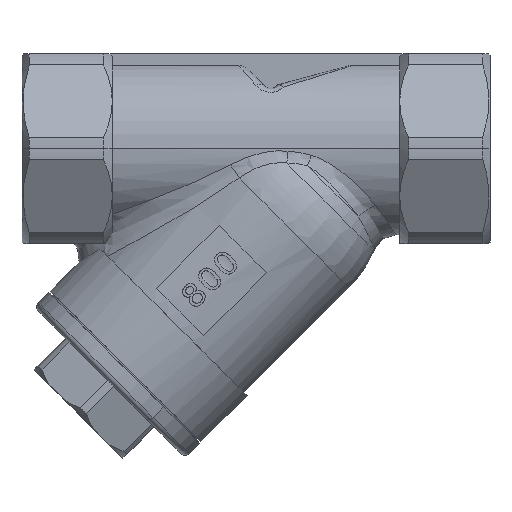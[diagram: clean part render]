
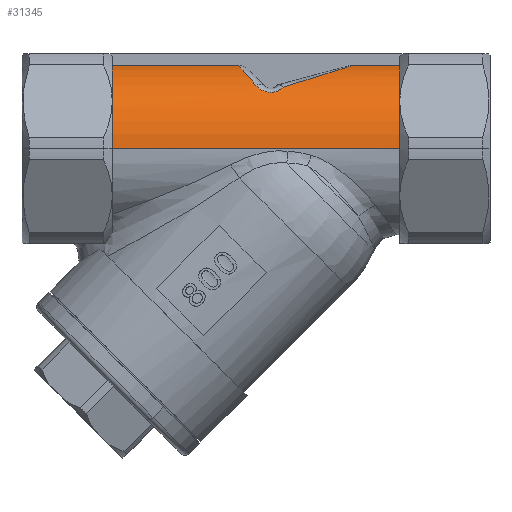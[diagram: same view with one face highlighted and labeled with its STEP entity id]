
A CAD part, top view. The second image highlights one B-rep face of the part: STEP entity #31345.
In plain terms, the highlighted cylindrical face has radius 14.5 mm (diameter 29 mm), a partial arc.
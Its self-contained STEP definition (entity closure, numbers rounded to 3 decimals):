
#966 = EDGE_LOOP ( 'NONE', ( #19590, #28538, #23637, #23962, #24843, #4927, #24887, #10425 ) ) ;
#1239 = CARTESIAN_POINT ( 'NONE',  ( 44.892, 10.4, 10.104 ) ) ;
#1346 = CARTESIAN_POINT ( 'NONE',  ( 42.916, 9.51, 10.946 ) ) ;
#2020 = CARTESIAN_POINT ( 'NONE',  ( 40.224, 10.693, 9.793 ) ) ;
#2526 =( BOUNDED_CURVE ( )  B_SPLINE_CURVE ( 3, ( #21670, #4222, #26686, #11759 ),
 .UNSPECIFIED., .F., .F. ) 
 B_SPLINE_CURVE_WITH_KNOTS ( ( 4, 4 ),
 ( 2.4, 2.898 ),
 .UNSPECIFIED. ) 
 CURVE ( )  GEOMETRIC_REPRESENTATION_ITEM ( )  RATIONAL_B_SPLINE_CURVE ( ( 1., 0.979, 0.979, 1. ) ) 
 REPRESENTATION_ITEM ( '' )  );
#3834 = CARTESIAN_POINT ( 'NONE',  ( 56.703, 14.071, 3.5 ) ) ;
#3863 = CARTESIAN_POINT ( 'NONE',  ( 42.558, 9.505, 10.95 ) ) ;
#4222 = CARTESIAN_POINT ( 'NONE',  ( 38.809, 12.335, 8. ) ) ;
#4463 = CYLINDRICAL_SURFACE ( 'NONE', #6675, 14.5 ) ;
#4927 = ORIENTED_EDGE ( 'NONE', *, *, #31626, .T. ) ;
#4999 = EDGE_CURVE ( 'NONE', #21310, #32327, #17221, .T. ) ;
#5192 = B_SPLINE_CURVE_WITH_KNOTS ( 'NONE', 3,
 ( #10750, #28624, #26229, #11298, #28725, #13796, #31251, #16279, #1346, #18792, #3863, #21307, #6397, #23823, #8881, #26331, #11402, #28835, #13903, #31353 ),
 .UNSPECIFIED., .F., .F.,
 ( 4, 2, 2, 2, 2, 2, 2, 2, 2, 4 ),
 ( 0., 0.001, 0.001, 0.002, 0.003, 0.003, 0.004, 0.004, 0.005, 0.006 ),
 .UNSPECIFIED. ) ;
#5762 = CARTESIAN_POINT ( 'NONE',  ( 56.703, 14.071, 3.5 ) ) ;
#5852 = EDGE_CURVE ( 'NONE', #28156, #21414, #22673, .T. ) ;
#6023 = CARTESIAN_POINT ( 'NONE',  ( 16., 14.071, 3.5 ) ) ;
#6397 = CARTESIAN_POINT ( 'NONE',  ( 41.967, 9.585, 10.88 ) ) ;
#6413 = AXIS2_PLACEMENT_3D ( 'NONE', #8849, #26299, #11367 ) ;
#6675 = AXIS2_PLACEMENT_3D ( 'NONE', #29117, #29227, #24215 ) ;
#7069 = CARTESIAN_POINT ( 'NONE',  ( 84.525, 14.071, 3.5 ) ) ;
#7177 = VERTEX_POINT ( 'NONE', #2020 ) ;
#7337 = DIRECTION ( 'NONE',  ( -1., 0., 0. ) ) ;
#8253 = CARTESIAN_POINT ( 'NONE',  ( 54.701, 13.449, 6.002 ) ) ;
#8623 = VECTOR ( 'NONE', #7337, 1000. ) ;
#8849 = CARTESIAN_POINT ( 'NONE',  ( 16., 0., 0. ) ) ;
#8881 = CARTESIAN_POINT ( 'NONE',  ( 41.33, 9.82, 10.669 ) ) ;
#9088 = VERTEX_POINT ( 'NONE', #20674 ) ;
#9570 = VERTEX_POINT ( 'NONE', #3834 ) ;
#10425 = ORIENTED_EDGE ( 'NONE', *, *, #5852, .T. ) ;
#10597 = VECTOR ( 'NONE', #31559, 1000. ) ;
#10750 = CARTESIAN_POINT ( 'NONE',  ( 44.892, 10.4, 10.104 ) ) ;
#10816 = CIRCLE ( 'NONE', #6413, 14.5 ) ;
#11298 = CARTESIAN_POINT ( 'NONE',  ( 44.231, 9.906, 10.59 ) ) ;
#11367 = DIRECTION ( 'NONE',  ( 0., 0., -1. ) ) ;
#11402 = CARTESIAN_POINT ( 'NONE',  ( 40.783, 10.159, 10.347 ) ) ;
#11759 = CARTESIAN_POINT ( 'NONE',  ( 37.312, 14.071, 3.5 ) ) ;
#13796 = CARTESIAN_POINT ( 'NONE',  ( 43.612, 9.636, 10.836 ) ) ;
#13903 = CARTESIAN_POINT ( 'NONE',  ( 40.345, 10.553, 9.946 ) ) ;
#14308 = EDGE_CURVE ( 'NONE', #7177, #28156, #2526, .T. ) ;
#14337 = DIRECTION ( 'NONE',  ( 1., 0., 0. ) ) ;
#15011 = EDGE_CURVE ( 'NONE', #21414, #21310, #10816, .T. ) ;
#16172 = CARTESIAN_POINT ( 'NONE',  ( 50.672, 12.196, 8.255 ) ) ;
#16279 = CARTESIAN_POINT ( 'NONE',  ( 43.037, 9.521, 10.936 ) ) ;
#16377 = CARTESIAN_POINT ( 'NONE',  ( 37.312, 14.071, 3.5 ) ) ;
#16893 = VERTEX_POINT ( 'NONE', #21163 ) ;
#17221 = LINE ( 'NONE', #29039, #10597 ) ;
#17762 = LINE ( 'NONE', #7069, #31831 ) ;
#18792 = CARTESIAN_POINT ( 'NONE',  ( 42.677, 9.502, 10.953 ) ) ;
#19590 = ORIENTED_EDGE ( 'NONE', *, *, #15011, .T. ) ;
#20674 = CARTESIAN_POINT ( 'NONE',  ( 44.892, 10.4, 10.104 ) ) ;
#21163 = CARTESIAN_POINT ( 'NONE',  ( 64.5, 14.071, 3.5 ) ) ;
#21307 = CARTESIAN_POINT ( 'NONE',  ( 42.204, 9.536, 10.923 ) ) ;
#21310 = VERTEX_POINT ( 'NONE', #27492 ) ;
#21414 = VERTEX_POINT ( 'NONE', #6023 ) ;
#21503 = CARTESIAN_POINT ( 'NONE',  ( 84.525, 14.071, 3.5 ) ) ;
#21670 = CARTESIAN_POINT ( 'NONE',  ( 40.224, 10.693, 9.793 ) ) ;
#22673 = LINE ( 'NONE', #21503, #8623 ) ;
#23051 = EDGE_CURVE ( 'NONE', #16893, #32327, #31187, .T. ) ;
#23637 = ORIENTED_EDGE ( 'NONE', *, *, #23051, .F. ) ;
#23823 = CARTESIAN_POINT ( 'NONE',  ( 41.531, 9.728, 10.753 ) ) ;
#23957 = CARTESIAN_POINT ( 'NONE',  ( 64.5, 0., 14.5 ) ) ;
#23962 = ORIENTED_EDGE ( 'NONE', *, *, #30048, .T. ) ;
#24215 = DIRECTION ( 'NONE',  ( 0., 0., -1. ) ) ;
#24371 = FACE_OUTER_BOUND ( 'NONE', #966, .T. ) ;
#24476 = AXIS2_PLACEMENT_3D ( 'NONE', #29282, #14337, #31808 ) ;
#24514 = DIRECTION ( 'NONE',  ( -1., 0., 0. ) ) ;
#24843 = ORIENTED_EDGE ( 'NONE', *, *, #31620, .T. ) ;
#24887 = ORIENTED_EDGE ( 'NONE', *, *, #14308, .T. ) ;
#26229 = CARTESIAN_POINT ( 'NONE',  ( 44.587, 10.137, 10.369 ) ) ;
#26299 = DIRECTION ( 'NONE',  ( 1., 0., 0. ) ) ;
#26331 = CARTESIAN_POINT ( 'NONE',  ( 40.955, 10.036, 10.467 ) ) ;
#26686 = CARTESIAN_POINT ( 'NONE',  ( 37.818, 13.485, 5.859 ) ) ;
#27492 = CARTESIAN_POINT ( 'NONE',  ( 16., 0., 14.5 ) ) ;
#28156 = VERTEX_POINT ( 'NONE', #16377 ) ;
#28538 = ORIENTED_EDGE ( 'NONE', *, *, #4999, .T. ) ;
#28624 = CARTESIAN_POINT ( 'NONE',  ( 44.748, 10.266, 10.242 ) ) ;
#28725 = CARTESIAN_POINT ( 'NONE',  ( 44.037, 9.804, 10.684 ) ) ;
#28835 = CARTESIAN_POINT ( 'NONE',  ( 40.48, 10.417, 10.088 ) ) ;
#29039 = CARTESIAN_POINT ( 'NONE',  ( 84.525, 0., 14.5 ) ) ;
#29117 = CARTESIAN_POINT ( 'NONE',  ( 84.525, 0., 0. ) ) ;
#29227 = DIRECTION ( 'NONE',  ( 1., 0., 0. ) ) ;
#29282 = CARTESIAN_POINT ( 'NONE',  ( 64.5, 0., 0. ) ) ;
#30048 = EDGE_CURVE ( 'NONE', #16893, #9570, #17762, .T. ) ;
#31187 = CIRCLE ( 'NONE', #24476, 14.5 ) ;
#31251 = CARTESIAN_POINT ( 'NONE',  ( 43.388, 9.574, 10.89 ) ) ;
#31345 = ADVANCED_FACE ( 'NONE', ( #24371 ), #4463, .T. ) ;
#31353 = CARTESIAN_POINT ( 'NONE',  ( 40.224, 10.693, 9.793 ) ) ;
#31559 = DIRECTION ( 'NONE',  ( 1., 0., 0. ) ) ;
#31620 = EDGE_CURVE ( 'NONE', #9570, #9088, #31770, .T. ) ;
#31626 = EDGE_CURVE ( 'NONE', #9088, #7177, #5192, .T. ) ;
#31770 =( BOUNDED_CURVE ( )  B_SPLINE_CURVE ( 3, ( #5762, #8253, #16172, #1239 ),
 .UNSPECIFIED., .F., .F. ) 
 B_SPLINE_CURVE_WITH_KNOTS ( ( 4, 4 ),
 ( 0.244, 0.771 ),
 .UNSPECIFIED. ) 
 CURVE ( )  GEOMETRIC_REPRESENTATION_ITEM ( )  RATIONAL_B_SPLINE_CURVE ( ( 1., 0.977, 0.977, 1. ) ) 
 REPRESENTATION_ITEM ( '' )  );
#31808 = DIRECTION ( 'NONE',  ( 0., 0., -1. ) ) ;
#31831 = VECTOR ( 'NONE', #24514, 1000. ) ;
#32327 = VERTEX_POINT ( 'NONE', #23957 ) ;
